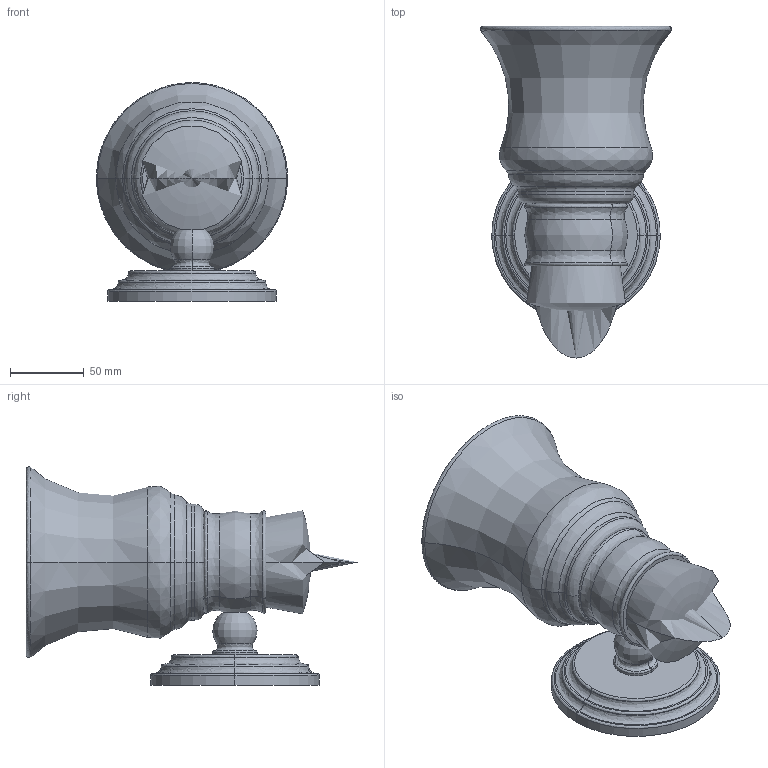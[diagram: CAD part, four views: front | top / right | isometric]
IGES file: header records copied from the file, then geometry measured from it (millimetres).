
Start section:  PTC IGES file: 1181.igs
Global section: file name: 1181.igs; native system: Creo Parametric by PTC Inc.; preprocessor: 2018400; author: jinson.thomas; organization: Unknown; date: 20210611.113606; units: inch
Bounding box: 129.67 x 225.26 x 148.4 mm (x, y, z)
Volume: 547845.1 mm3; surface area: 125478.5 mm2
Topology: 1 solids, 1 shells, 83 faces, 166 edges, 91 vertices
Faces by surface type: revolution 72, bspline 11
